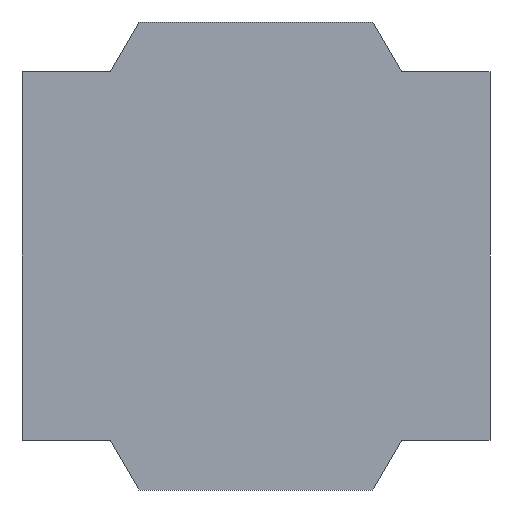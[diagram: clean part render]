
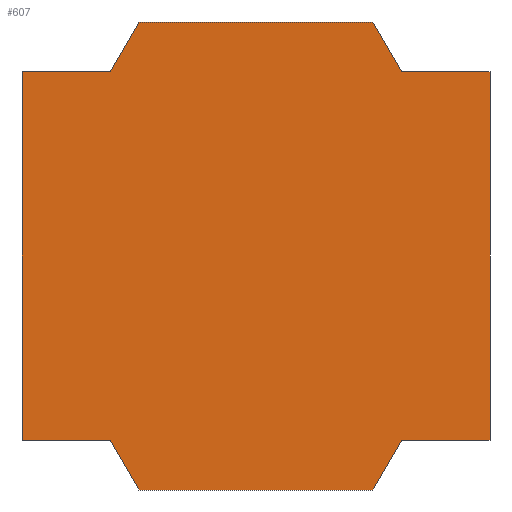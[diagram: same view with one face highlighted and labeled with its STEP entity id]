
A CAD part, front view. The second image highlights one B-rep face of the part: STEP entity #607.
In plain terms, the highlighted planar face has unit normal (0, -1, 0).
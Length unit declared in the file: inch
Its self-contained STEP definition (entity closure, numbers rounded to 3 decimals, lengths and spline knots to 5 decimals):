
#76=PLANE('',#658);
#105=FACE_OUTER_BOUND('',#134,.T.);
#134=EDGE_LOOP('',(#478,#479,#480,#481,#482,#483,#484,#485,#486,#487,#488,
#489));
#153=LINE('',#863,#226);
#157=LINE('',#871,#230);
#160=LINE('',#877,#233);
#163=LINE('',#883,#236);
#166=LINE('',#889,#239);
#169=LINE('',#895,#242);
#172=LINE('',#901,#245);
#175=LINE('',#907,#248);
#178=LINE('',#913,#251);
#181=LINE('',#919,#254);
#184=LINE('',#925,#257);
#187=LINE('',#930,#260);
#226=VECTOR('',#699,0.3937);
#230=VECTOR('',#705,0.3937);
#233=VECTOR('',#710,0.3937);
#236=VECTOR('',#715,0.3937);
#239=VECTOR('',#720,0.3937);
#242=VECTOR('',#725,0.3937);
#245=VECTOR('',#730,0.3937);
#248=VECTOR('',#735,0.3937);
#251=VECTOR('',#740,0.3937);
#254=VECTOR('',#745,0.3937);
#257=VECTOR('',#750,0.3937);
#260=VECTOR('',#755,0.3937);
#303=VERTEX_POINT('',#861);
#304=VERTEX_POINT('',#862);
#307=VERTEX_POINT('',#870);
#309=VERTEX_POINT('',#876);
#311=VERTEX_POINT('',#882);
#313=VERTEX_POINT('',#888);
#315=VERTEX_POINT('',#894);
#317=VERTEX_POINT('',#900);
#319=VERTEX_POINT('',#906);
#321=VERTEX_POINT('',#912);
#323=VERTEX_POINT('',#918);
#325=VERTEX_POINT('',#924);
#354=EDGE_CURVE('',#303,#304,#153,.T.);
#358=EDGE_CURVE('',#304,#307,#157,.T.);
#361=EDGE_CURVE('',#307,#309,#160,.T.);
#364=EDGE_CURVE('',#309,#311,#163,.T.);
#367=EDGE_CURVE('',#311,#313,#166,.T.);
#370=EDGE_CURVE('',#313,#315,#169,.T.);
#373=EDGE_CURVE('',#315,#317,#172,.T.);
#376=EDGE_CURVE('',#317,#319,#175,.T.);
#379=EDGE_CURVE('',#319,#321,#178,.T.);
#382=EDGE_CURVE('',#321,#323,#181,.T.);
#385=EDGE_CURVE('',#323,#325,#184,.T.);
#388=EDGE_CURVE('',#325,#303,#187,.T.);
#478=ORIENTED_EDGE('',*,*,#388,.T.);
#479=ORIENTED_EDGE('',*,*,#354,.T.);
#480=ORIENTED_EDGE('',*,*,#358,.T.);
#481=ORIENTED_EDGE('',*,*,#361,.T.);
#482=ORIENTED_EDGE('',*,*,#364,.T.);
#483=ORIENTED_EDGE('',*,*,#367,.T.);
#484=ORIENTED_EDGE('',*,*,#370,.T.);
#485=ORIENTED_EDGE('',*,*,#373,.T.);
#486=ORIENTED_EDGE('',*,*,#376,.T.);
#487=ORIENTED_EDGE('',*,*,#379,.T.);
#488=ORIENTED_EDGE('',*,*,#382,.T.);
#489=ORIENTED_EDGE('',*,*,#385,.T.);
#607=ADVANCED_FACE('',(#105),#76,.F.);
#658=AXIS2_PLACEMENT_3D('',#932,#757,#758);
#699=DIRECTION('',(-0.5,0.,0.866));
#705=DIRECTION('',(-1.,0.,0.));
#710=DIRECTION('',(-0.5,0.,-0.866));
#715=DIRECTION('',(-1.,0.,0.));
#720=DIRECTION('',(0.,0.,-1.));
#725=DIRECTION('',(1.,0.,0.));
#730=DIRECTION('',(0.5,0.,-0.866));
#735=DIRECTION('',(1.,0.,0.));
#740=DIRECTION('',(0.5,0.,0.866));
#745=DIRECTION('',(1.,0.,0.));
#750=DIRECTION('',(0.,0.,1.));
#755=DIRECTION('',(-1.,0.,0.));
#757=DIRECTION('center_axis',(0.,1.,0.));
#758=DIRECTION('ref_axis',(0.,0.,1.));
#861=CARTESIAN_POINT('',(0.09806,0.,0.12402));
#862=CARTESIAN_POINT('',(0.07874,0.,0.15748));
#863=CARTESIAN_POINT('',(0.09806,0.,0.12402));
#870=CARTESIAN_POINT('',(-0.07874,0.,0.15748));
#871=CARTESIAN_POINT('',(0.07874,0.,0.15748));
#876=CARTESIAN_POINT('',(-0.09806,0.,0.12402));
#877=CARTESIAN_POINT('',(-0.07874,0.,0.15748));
#882=CARTESIAN_POINT('',(-0.15748,0.,0.12402));
#883=CARTESIAN_POINT('',(0.15748,0.,0.12402));
#888=CARTESIAN_POINT('',(-0.15748,0.,-0.12402));
#889=CARTESIAN_POINT('',(-0.15748,0.,0.12402));
#894=CARTESIAN_POINT('',(-0.09806,0.,-0.12402));
#895=CARTESIAN_POINT('',(-0.15748,0.,-0.12402));
#900=CARTESIAN_POINT('',(-0.07874,0.,-0.15748));
#901=CARTESIAN_POINT('',(-0.09806,0.,-0.12402));
#906=CARTESIAN_POINT('',(0.07874,0.,-0.15748));
#907=CARTESIAN_POINT('',(-0.07874,0.,-0.15748));
#912=CARTESIAN_POINT('',(0.09806,0.,-0.12402));
#913=CARTESIAN_POINT('',(0.07874,0.,-0.15748));
#918=CARTESIAN_POINT('',(0.15748,0.,-0.12402));
#919=CARTESIAN_POINT('',(-0.15748,0.,-0.12402));
#924=CARTESIAN_POINT('',(0.15748,0.,0.12402));
#925=CARTESIAN_POINT('',(0.15748,0.,-0.12402));
#930=CARTESIAN_POINT('',(0.15748,0.,0.12402));
#932=CARTESIAN_POINT('Origin',(0.,0.,0.));
